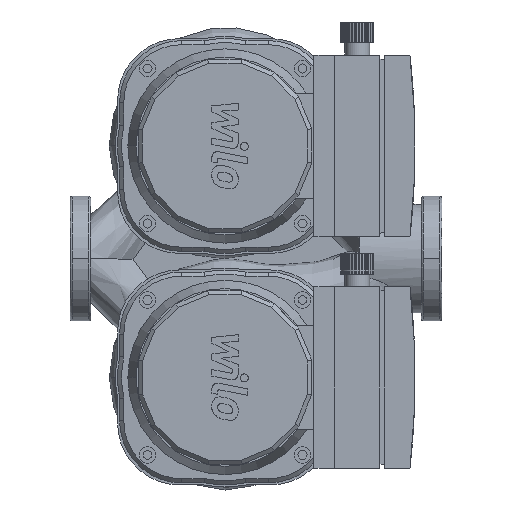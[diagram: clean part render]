
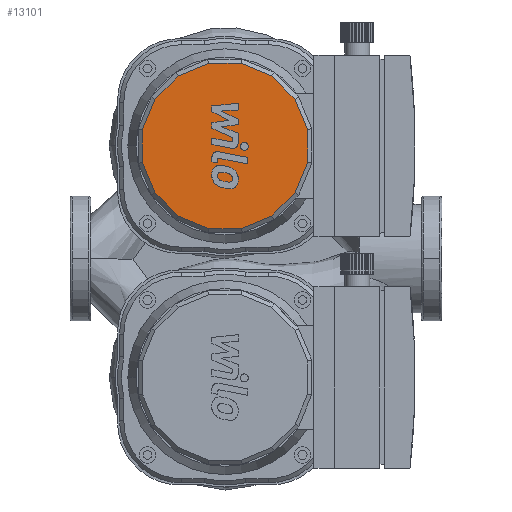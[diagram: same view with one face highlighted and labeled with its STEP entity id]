
A CAD part, front view. The second image highlights one B-rep face of the part: STEP entity #13101.
In plain terms, the highlighted planar face has unit normal (0, -1, 0).
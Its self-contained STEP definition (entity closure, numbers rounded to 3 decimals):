
#12431=CARTESIAN_POINT('',(41.109,-150.0,31.813));
#12432=VERTEX_POINT('',#12431);
#12439=CARTESIAN_POINT('',(35.007,-150.0,46.509));
#12440=VERTEX_POINT('',#12439);
#12441=CARTESIAN_POINT('',(41.109,-150.0,31.813));
#12442=DIRECTION('',(-0.383,0.0,0.924));
#12443=VECTOR('',#12442,15.913);
#12444=LINE('',#12441,#12443);
#12445=EDGE_CURVE('',#12432,#12440,#12444,.T.);
#12469=CARTESIAN_POINT('',(52.371,-150.0,20.57));
#12470=VERTEX_POINT('',#12469);
#12477=CARTESIAN_POINT('',(52.371,-150.0,20.57));
#12478=DIRECTION('',(-0.708,0.0,0.707));
#12479=VECTOR('',#12478,15.913);
#12480=LINE('',#12477,#12479);
#12481=EDGE_CURVE('',#12470,#12432,#12480,.T.);
#12500=CARTESIAN_POINT('',(67.078,-150.0,14.493));
#12501=VERTEX_POINT('',#12500);
#12508=CARTESIAN_POINT('',(67.078,-150.0,14.493));
#12509=DIRECTION('',(-0.924,0.0,0.382));
#12510=VECTOR('',#12509,15.913);
#12511=LINE('',#12508,#12510);
#12512=EDGE_CURVE('',#12501,#12470,#12511,.T.);
#12531=CARTESIAN_POINT('',(82.991,-150.0,14.507));
#12532=VERTEX_POINT('',#12531);
#12539=CARTESIAN_POINT('',(82.991,-150.0,14.507));
#12540=DIRECTION('',(-1.,0.0,-0.001));
#12541=VECTOR('',#12540,15.913);
#12542=LINE('',#12539,#12541);
#12543=EDGE_CURVE('',#12532,#12501,#12542,.T.);
#12562=CARTESIAN_POINT('',(97.687,-150.0,20.609));
#12563=VERTEX_POINT('',#12562);
#12570=CARTESIAN_POINT('',(97.687,-150.0,20.609));
#12571=DIRECTION('',(-0.924,0.0,-0.383));
#12572=VECTOR('',#12571,15.913);
#12573=LINE('',#12570,#12572);
#12574=EDGE_CURVE('',#12563,#12532,#12573,.T.);
#12592=CARTESIAN_POINT('',(108.93,-150.0,31.871));
#12593=VERTEX_POINT('',#12592);
#12600=CARTESIAN_POINT('',(108.93,-150.0,31.871));
#12601=DIRECTION('',(-0.707,0.0,-0.708));
#12602=VECTOR('',#12601,15.913);
#12603=LINE('',#12600,#12602);
#12604=EDGE_CURVE('',#12593,#12563,#12603,.T.);
#12616=CARTESIAN_POINT('',(115.007,-150.0,46.578));
#12617=VERTEX_POINT('',#12616);
#12624=CARTESIAN_POINT('',(115.007,-150.0,46.578));
#12625=DIRECTION('',(-0.382,0.0,-0.924));
#12626=VECTOR('',#12625,15.913);
#12627=LINE('',#12624,#12626);
#12628=EDGE_CURVE('',#12617,#12593,#12627,.T.);
#12640=CARTESIAN_POINT('',(114.993,-150.0,62.491));
#12641=VERTEX_POINT('',#12640);
#12648=CARTESIAN_POINT('',(114.993,-150.0,62.491));
#12649=DIRECTION('',(0.001,0.0,-1.));
#12650=VECTOR('',#12649,15.913);
#12651=LINE('',#12648,#12650);
#12652=EDGE_CURVE('',#12641,#12617,#12651,.T.);
#12664=CARTESIAN_POINT('',(108.891,-150.0,77.187));
#12665=VERTEX_POINT('',#12664);
#12672=CARTESIAN_POINT('',(108.891,-150.0,77.187));
#12673=DIRECTION('',(0.383,0.0,-0.924));
#12674=VECTOR('',#12673,15.913);
#12675=LINE('',#12672,#12674);
#12676=EDGE_CURVE('',#12665,#12641,#12675,.T.);
#12689=CARTESIAN_POINT('',(97.629,-150.0,88.43));
#12690=VERTEX_POINT('',#12689);
#12697=CARTESIAN_POINT('',(97.629,-150.0,88.43));
#12698=DIRECTION('',(0.708,0.0,-0.707));
#12699=VECTOR('',#12698,15.913);
#12700=LINE('',#12697,#12699);
#12701=EDGE_CURVE('',#12690,#12665,#12700,.T.);
#12720=CARTESIAN_POINT('',(82.922,-150.0,94.507));
#12721=VERTEX_POINT('',#12720);
#12728=CARTESIAN_POINT('',(82.922,-150.0,94.507));
#12729=DIRECTION('',(0.924,0.0,-0.382));
#12730=VECTOR('',#12729,15.913);
#12731=LINE('',#12728,#12730);
#12732=EDGE_CURVE('',#12721,#12690,#12731,.T.);
#12751=CARTESIAN_POINT('',(67.009,-150.0,94.493));
#12752=VERTEX_POINT('',#12751);
#12759=CARTESIAN_POINT('',(67.009,-150.0,94.493));
#12760=DIRECTION('',(1.,0.0,0.001));
#12761=VECTOR('',#12760,15.913);
#12762=LINE('',#12759,#12761);
#12763=EDGE_CURVE('',#12752,#12721,#12762,.T.);
#12782=CARTESIAN_POINT('',(52.313,-150.0,88.391));
#12783=VERTEX_POINT('',#12782);
#12790=CARTESIAN_POINT('',(52.313,-150.0,88.391));
#12791=DIRECTION('',(0.924,0.0,0.383));
#12792=VECTOR('',#12791,15.913);
#12793=LINE('',#12790,#12792);
#12794=EDGE_CURVE('',#12783,#12752,#12793,.T.);
#12813=CARTESIAN_POINT('',(41.07,-150.0,77.129));
#12814=VERTEX_POINT('',#12813);
#12821=CARTESIAN_POINT('',(41.07,-150.0,77.129));
#12822=DIRECTION('',(0.707,0.0,0.708));
#12823=VECTOR('',#12822,15.913);
#12824=LINE('',#12821,#12823);
#12825=EDGE_CURVE('',#12814,#12783,#12824,.T.);
#12844=CARTESIAN_POINT('',(34.993,-150.0,62.422));
#12845=VERTEX_POINT('',#12844);
#12852=CARTESIAN_POINT('',(34.993,-150.0,62.422));
#12853=DIRECTION('',(0.382,0.0,0.924));
#12854=VECTOR('',#12853,15.913);
#12855=LINE('',#12852,#12854);
#12856=EDGE_CURVE('',#12845,#12814,#12855,.T.);
#12874=CARTESIAN_POINT('',(35.007,-150.0,46.509));
#12875=DIRECTION('',(-0.001,0.0,1.));
#12876=VECTOR('',#12875,15.913);
#12877=LINE('',#12874,#12876);
#12878=EDGE_CURVE('',#12440,#12845,#12877,.T.);
#13078=CARTESIAN_POINT('',(75.0,-150.0,54.5));
#13079=DIRECTION('',(0.0,1.0,0.0));
#13080=DIRECTION('',(1.0,0.0,0.0));
#13081=AXIS2_PLACEMENT_3D('',#13078,#13079,#13080);
#13082=PLANE('',#13081);
#13083=ORIENTED_EDGE('',*,*,#12445,.F.);
#13084=ORIENTED_EDGE('',*,*,#12481,.F.);
#13085=ORIENTED_EDGE('',*,*,#12512,.F.);
#13086=ORIENTED_EDGE('',*,*,#12543,.F.);
#13087=ORIENTED_EDGE('',*,*,#12574,.F.);
#13088=ORIENTED_EDGE('',*,*,#12604,.F.);
#13089=ORIENTED_EDGE('',*,*,#12628,.F.);
#13090=ORIENTED_EDGE('',*,*,#12652,.F.);
#13091=ORIENTED_EDGE('',*,*,#12676,.F.);
#13092=ORIENTED_EDGE('',*,*,#12701,.F.);
#13093=ORIENTED_EDGE('',*,*,#12732,.F.);
#13094=ORIENTED_EDGE('',*,*,#12763,.F.);
#13095=ORIENTED_EDGE('',*,*,#12794,.F.);
#13096=ORIENTED_EDGE('',*,*,#12825,.F.);
#13097=ORIENTED_EDGE('',*,*,#12856,.F.);
#13098=ORIENTED_EDGE('',*,*,#12878,.F.);
#13099=EDGE_LOOP('',(#13083,#13084,#13085,#13086,#13087,#13088,#13089,#13090,#13091,#13092,#13093,#13094,#13095,#13096,#13097,#13098));
#13100=FACE_OUTER_BOUND('',#13099,.T.);
#13101=ADVANCED_FACE('',(#13100),#13082,.F.);
